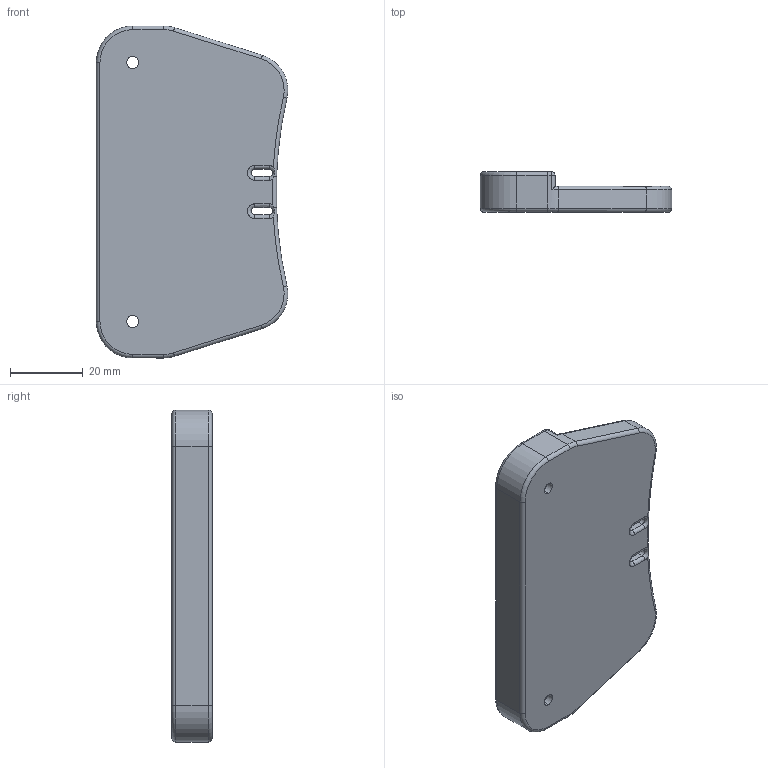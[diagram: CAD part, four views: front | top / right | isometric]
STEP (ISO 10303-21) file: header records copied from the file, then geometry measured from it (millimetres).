
FILE_DESCRIPTION (( 'STEP AP203' ), '1' );
FILE_NAME ('bedrest-fsr.step', '2016-03-08T04:32:03', ( '' ), ( '' ), 'SwSTEP 2.0', 'SolidWorks 2015', '' );
FILE_SCHEMA (( 'CONFIG_CONTROL_DESIGN' ));
Length unit declared in the file: millimetre
Products named in the file (1): bedrest-fsr
Bounding box: 52.48 x 11 x 91.02 mm (x, y, z)
Volume: 33136.9 mm3; surface area: 11468 mm2
Topology: 1 solids, 1 shells, 137 faces, 340 edges, 197 vertices
Faces by surface type: cylinder 54, torus 41, plane 26, bspline 12, sphere 4
Entity records: 4725 total; most frequent: CARTESIAN_POINT 1461, DIRECTION 698, ORIENTED_EDGE 668, EDGE_CURVE 334, AXIS2_PLACEMENT_3D 300, VERTEX_POINT 197, CIRCLE 174, EDGE_LOOP 143
